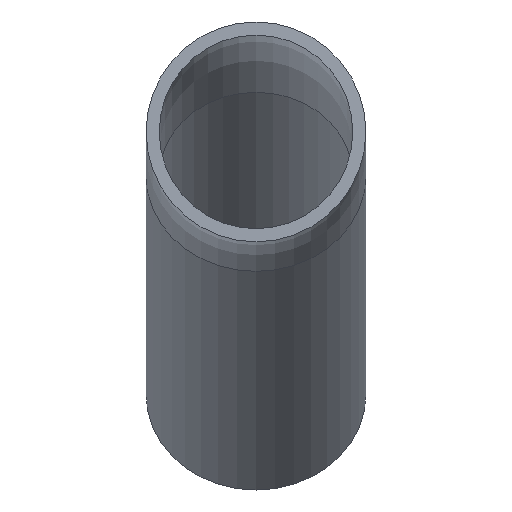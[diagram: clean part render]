
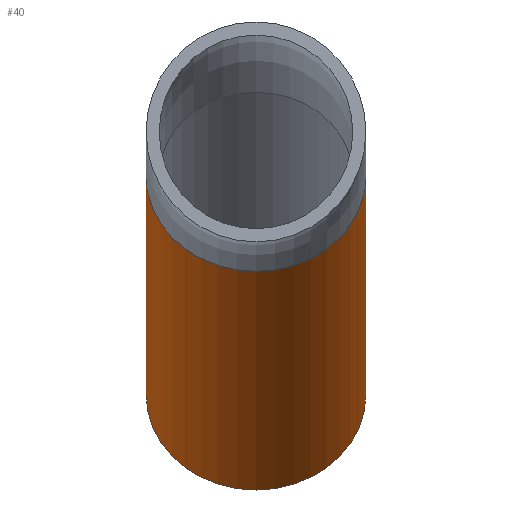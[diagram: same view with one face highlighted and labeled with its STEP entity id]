
A CAD part, left-side view. The second image highlights one B-rep face of the part: STEP entity #40.
In plain terms, the highlighted cylindrical face has radius 112.5 mm (diameter 225 mm), a full revolution.
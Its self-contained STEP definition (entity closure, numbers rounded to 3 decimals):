
#40 = ADVANCED_FACE( '', ( #81, #82 ), #83, .T. );
#81 = FACE_OUTER_BOUND( '', #120, .T. );
#82 = FACE_OUTER_BOUND( '', #121, .T. );
#83 = CYLINDRICAL_SURFACE( '', #122, 112.5 );
#120 = EDGE_LOOP( '', ( #161 ) );
#121 = EDGE_LOOP( '', ( #162 ) );
#122 = AXIS2_PLACEMENT_3D( '', #163, #164, #165 );
#161 = ORIENTED_EDGE( '', *, *, #194, .T. );
#162 = ORIENTED_EDGE( '', *, *, #191, .F. );
#163 = CARTESIAN_POINT( '', ( 1004.326, 0., -269.108 ) );
#164 = DIRECTION( '', ( -0.866, 0., 0.5 ) );
#165 = DIRECTION( '', ( -0.5, 0., -0.866 ) );
#191 = EDGE_CURVE( '', #211, #211, #212, .T. );
#194 = EDGE_CURVE( '', #216, #216, #217, .T. );
#211 = VERTEX_POINT( '', #235 );
#212 = CIRCLE( '', #236, 112.5 );
#216 = VERTEX_POINT( '', #240 );
#217 = CIRCLE( '', #241, 112.5 );
#235 = CARTESIAN_POINT( '', ( 948.076, 0., -366.536 ) );
#236 = AXIS2_PLACEMENT_3D( '', #260, #261, #262 );
#240 = CARTESIAN_POINT( '', ( 616.65, 112.5, -45.283 ) );
#241 = AXIS2_PLACEMENT_3D( '', #266, #267, #268 );
#260 = CARTESIAN_POINT( '', ( 1004.326, 0., -269.108 ) );
#261 = DIRECTION( '', ( 0.866, 0., -0.5 ) );
#262 = DIRECTION( '', ( -0.5, 0., -0.866 ) );
#266 = CARTESIAN_POINT( '', ( 616.65, 0., -45.283 ) );
#267 = DIRECTION( '', ( 0.866, 0., -0.5 ) );
#268 = DIRECTION( '', ( 0., 1., 0. ) );
